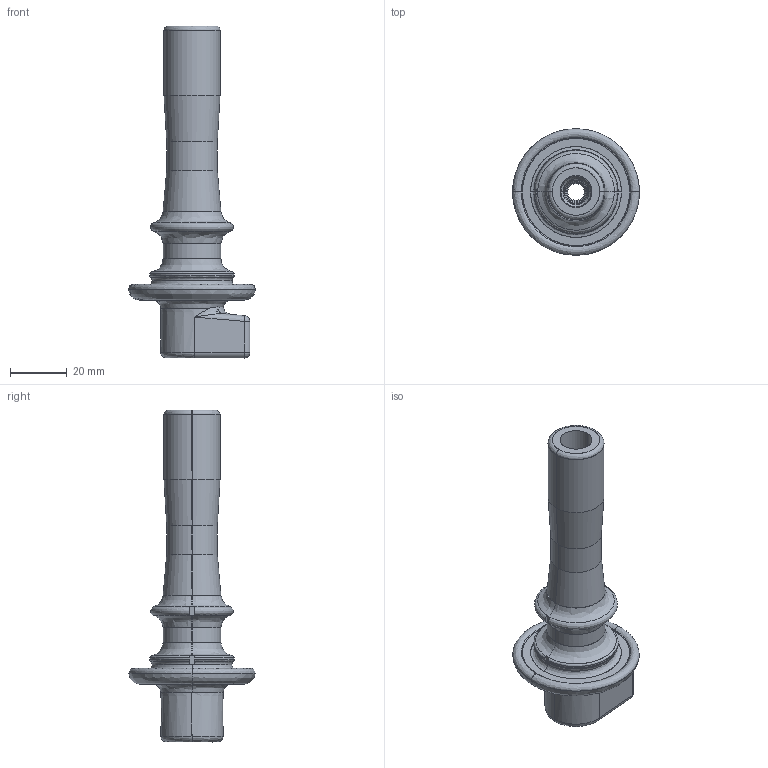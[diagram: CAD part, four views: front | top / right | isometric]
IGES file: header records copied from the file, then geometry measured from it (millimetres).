
Start section: SolidWorks IGES file using analytic representation for surfaces
Global section: file name: SB35.IGS; native system: SolidWorks 2022; preprocessor: SolidWorks 2022; author: sknight; date: 250618.113158; units: inch
Bounding box: 44.45 x 44.41 x 116.59 mm (x, y, z)
Surface area: 14816.8 mm2 (no closed solid volume)
Topology: 0 solids, 0 shells, 115 faces, 1070 edges, 1064 vertices
Faces by surface type: bspline 68, revolution 47
